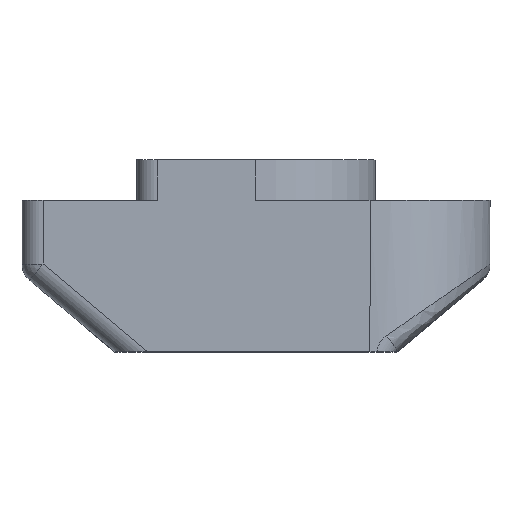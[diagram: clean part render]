
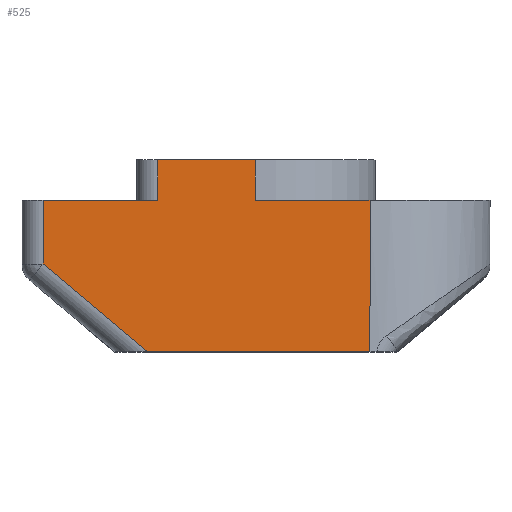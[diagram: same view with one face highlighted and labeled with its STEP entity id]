
A CAD part, top view. The second image highlights one B-rep face of the part: STEP entity #525.
In plain terms, the highlighted planar face has unit normal (0, 0, 1).
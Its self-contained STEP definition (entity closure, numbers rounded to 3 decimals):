
#35=PLANE('',#577);
#49=FACE_OUTER_BOUND('',#81,.T.);
#81=EDGE_LOOP('',(#371,#372,#373,#374,#375,#376,#377,#378,#379));
#116=LINE('',#814,#159);
#118=LINE('',#823,#161);
#119=LINE('',#826,#162);
#120=LINE('',#828,#163);
#121=LINE('',#830,#164);
#122=LINE('',#832,#165);
#123=LINE('',#834,#166);
#124=LINE('',#836,#167);
#125=LINE('',#837,#168);
#159=VECTOR('',#648,10.);
#161=VECTOR('',#658,10.);
#162=VECTOR('',#661,10.);
#163=VECTOR('',#662,10.);
#164=VECTOR('',#663,10.);
#165=VECTOR('',#664,10.);
#166=VECTOR('',#665,10.);
#167=VECTOR('',#666,10.);
#168=VECTOR('',#667,10.);
#230=VERTEX_POINT('',#811);
#231=VERTEX_POINT('',#813);
#234=VERTEX_POINT('',#821);
#235=VERTEX_POINT('',#825);
#236=VERTEX_POINT('',#827);
#237=VERTEX_POINT('',#829);
#238=VERTEX_POINT('',#831);
#239=VERTEX_POINT('',#833);
#240=VERTEX_POINT('',#835);
#282=EDGE_CURVE('',#231,#230,#116,.T.);
#287=EDGE_CURVE('',#234,#230,#118,.T.);
#288=EDGE_CURVE('',#234,#235,#119,.T.);
#289=EDGE_CURVE('',#236,#235,#120,.T.);
#290=EDGE_CURVE('',#237,#236,#121,.T.);
#291=EDGE_CURVE('',#237,#238,#122,.T.);
#292=EDGE_CURVE('',#238,#239,#123,.T.);
#293=EDGE_CURVE('',#239,#240,#124,.T.);
#294=EDGE_CURVE('',#240,#231,#125,.T.);
#371=ORIENTED_EDGE('',*,*,#287,.F.);
#372=ORIENTED_EDGE('',*,*,#288,.T.);
#373=ORIENTED_EDGE('',*,*,#289,.F.);
#374=ORIENTED_EDGE('',*,*,#290,.F.);
#375=ORIENTED_EDGE('',*,*,#291,.T.);
#376=ORIENTED_EDGE('',*,*,#292,.T.);
#377=ORIENTED_EDGE('',*,*,#293,.T.);
#378=ORIENTED_EDGE('',*,*,#294,.T.);
#379=ORIENTED_EDGE('',*,*,#282,.T.);
#525=ADVANCED_FACE('',(#49),#35,.T.);
#577=AXIS2_PLACEMENT_3D('',#824,#659,#660);
#648=DIRECTION('',(-1.,0.,0.));
#658=DIRECTION('',(0.,1.,0.));
#659=DIRECTION('center_axis',(0.,0.,1.));
#660=DIRECTION('ref_axis',(1.,0.,0.));
#661=DIRECTION('',(-1.,0.,0.));
#662=DIRECTION('',(0.,1.,0.));
#663=DIRECTION('',(-0.766,0.643,0.));
#664=DIRECTION('',(1.,0.,0.));
#665=DIRECTION('',(0.,1.,0.));
#666=DIRECTION('',(-1.,0.,0.));
#667=DIRECTION('',(0.,1.,0.));
#811=CARTESIAN_POINT('',(-3.275,1.35,3.9));
#813=CARTESIAN_POINT('',(-0.025,1.35,3.9));
#814=CARTESIAN_POINT('',(-3.975,1.35,3.9));
#821=CARTESIAN_POINT('',(-3.275,0.,3.9));
#823=CARTESIAN_POINT('',(-3.275,-0.25,3.9));
#824=CARTESIAN_POINT('Origin',(0.,-1.85,3.9));
#825=CARTESIAN_POINT('',(-7.1,0.,3.9));
#826=CARTESIAN_POINT('',(-7.8,0.,3.9));
#827=CARTESIAN_POINT('',(-7.1,-2.123,3.9));
#828=CARTESIAN_POINT('',(-7.1,-0.925,3.9));
#829=CARTESIAN_POINT('',(-3.611,-5.05,3.9));
#830=CARTESIAN_POINT('',(-5.208,-3.71,3.9));
#831=CARTESIAN_POINT('',(3.8,-5.05,3.9));
#832=CARTESIAN_POINT('',(7.8,-5.05,3.9));
#833=CARTESIAN_POINT('',(3.8,0.,3.9));
#834=CARTESIAN_POINT('',(3.8,1.35,3.9));
#835=CARTESIAN_POINT('',(-0.025,0.,3.9));
#836=CARTESIAN_POINT('',(3.975,0.,3.9));
#837=CARTESIAN_POINT('',(-0.025,1.35,3.9));
